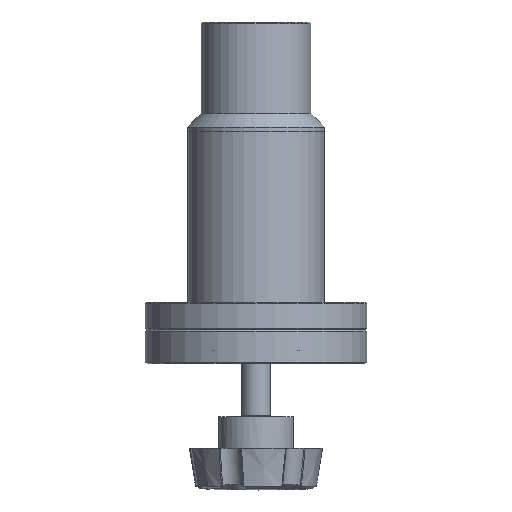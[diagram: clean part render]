
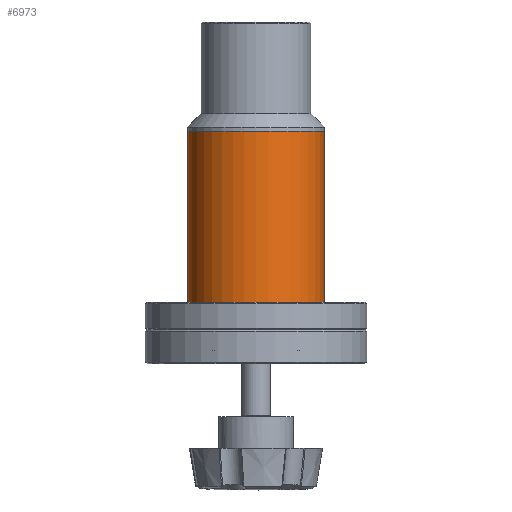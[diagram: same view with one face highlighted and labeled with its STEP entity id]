
A CAD part, front view. The second image highlights one B-rep face of the part: STEP entity #6973.
In plain terms, the highlighted cylindrical face has radius 31.75 mm (diameter 63.5 mm), a partial arc.
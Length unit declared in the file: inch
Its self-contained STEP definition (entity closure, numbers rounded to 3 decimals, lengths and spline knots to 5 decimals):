
#450 = DIRECTION ( 'NONE',  ( 0., 0., 1. ) ) ;
#569 = ORIENTED_EDGE ( 'NONE', *, *, #11689, .T. ) ;
#931 = CARTESIAN_POINT ( 'NONE',  ( 0., 0., -3.165 ) ) ;
#941 = LINE ( 'NONE', #2858, #3252 ) ;
#1124 = DIRECTION ( 'NONE',  ( 0., 0., 1. ) ) ;
#1359 = AXIS2_PLACEMENT_3D ( 'NONE', #1438, #450, #11252 ) ;
#1438 = CARTESIAN_POINT ( 'NONE',  ( 0., 0., -3.185 ) ) ;
#1448 = VERTEX_POINT ( 'NONE', #10524 ) ;
#1894 = AXIS2_PLACEMENT_3D ( 'NONE', #3184, #10002, #4172 ) ;
#1928 = DIRECTION ( 'NONE',  ( 1., 0., 0. ) ) ;
#2407 = ORIENTED_EDGE ( 'NONE', *, *, #3067, .F. ) ;
#2616 = AXIS2_PLACEMENT_3D ( 'NONE', #931, #7798, #1928 ) ;
#2812 = DIRECTION ( 'NONE',  ( 0., 0., 1. ) ) ;
#2858 = CARTESIAN_POINT ( 'NONE',  ( -1.25, 0., -3.185 ) ) ;
#3067 = EDGE_CURVE ( 'NONE', #1448, #9673, #941, .T. ) ;
#3098 = CARTESIAN_POINT ( 'NONE',  ( 1.25, 0., -3.185 ) ) ;
#3184 = CARTESIAN_POINT ( 'NONE',  ( 0., 0., 0. ) ) ;
#3238 = VERTEX_POINT ( 'NONE', #6104 ) ;
#3252 = VECTOR ( 'NONE', #2812, 39.37008 ) ;
#3434 = CYLINDRICAL_SURFACE ( 'NONE', #1359, 1.25 ) ;
#3519 = ORIENTED_EDGE ( 'NONE', *, *, #10886, .T. ) ;
#4172 = DIRECTION ( 'NONE',  ( 1., 0., 0. ) ) ;
#5528 = LINE ( 'NONE', #3098, #9805 ) ;
#6104 = CARTESIAN_POINT ( 'NONE',  ( 1.25, 0., -3.165 ) ) ;
#6973 = ADVANCED_FACE ( 'NONE', ( #8599 ), #3434, .T. ) ;
#6976 = CARTESIAN_POINT ( 'NONE',  ( -1.25, 0., 0. ) ) ;
#7094 = CIRCLE ( 'NONE', #2616, 1.25 ) ;
#7346 = ORIENTED_EDGE ( 'NONE', *, *, #10522, .T. ) ;
#7798 = DIRECTION ( 'NONE',  ( 0., 0., 1. ) ) ;
#8452 = CARTESIAN_POINT ( 'NONE',  ( 1.25, 0., 0. ) ) ;
#8599 = FACE_OUTER_BOUND ( 'NONE', #12637, .T. ) ;
#9673 = VERTEX_POINT ( 'NONE', #6976 ) ;
#9805 = VECTOR ( 'NONE', #1124, 39.37008 ) ;
#10002 = DIRECTION ( 'NONE',  ( 0., 0., -1. ) ) ;
#10522 = EDGE_CURVE ( 'NONE', #3238, #11470, #5528, .T. ) ;
#10524 = CARTESIAN_POINT ( 'NONE',  ( -1.25, 0., -3.165 ) ) ;
#10886 = EDGE_CURVE ( 'NONE', #1448, #3238, #7094, .T. ) ;
#11047 = CIRCLE ( 'NONE', #1894, 1.25 ) ;
#11252 = DIRECTION ( 'NONE',  ( 1., 0., 0. ) ) ;
#11470 = VERTEX_POINT ( 'NONE', #8452 ) ;
#11689 = EDGE_CURVE ( 'NONE', #11470, #9673, #11047, .T. ) ;
#12637 = EDGE_LOOP ( 'NONE', ( #2407, #3519, #7346, #569 ) ) ;
